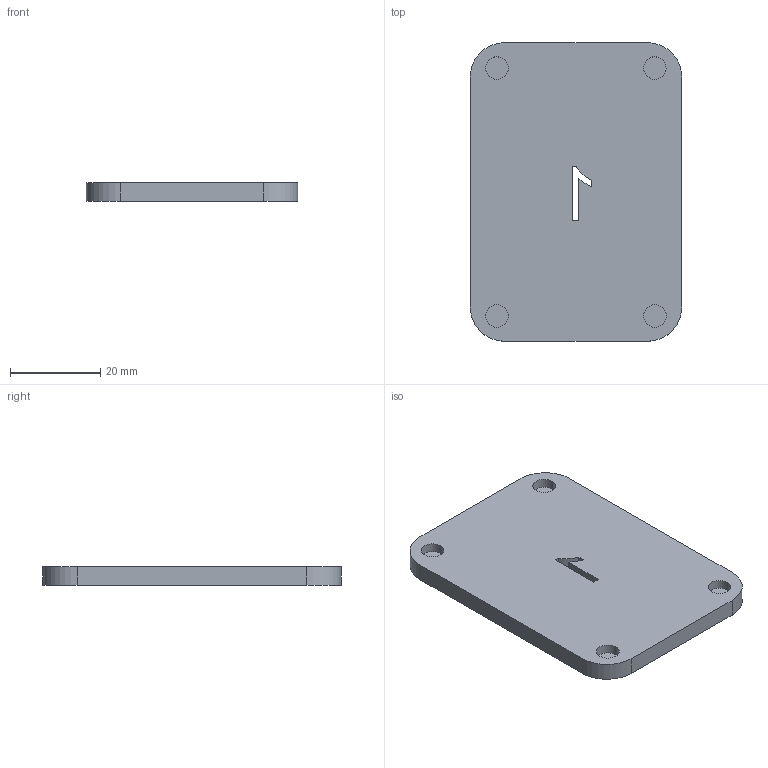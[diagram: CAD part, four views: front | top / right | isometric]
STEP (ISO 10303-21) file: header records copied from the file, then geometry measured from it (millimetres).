
FILE_DESCRIPTION(/* description */ (''),/* implementation_level */ '2;1');
FILE_NAME(/* name */ 'earing-30mm-case-cap-1',/* time_stamp */ '2024-12-08T11:34:12Z',/* author */ (''),/* organization */ (''),/* preprocessor_version */ 'ST-DEVELOPER v19.2',/* originating_system */ 'Rhino 8.13',/* authorisation */ '');
FILE_SCHEMA (('AP242_MANAGED_MODEL_BASED_3D_ENGINEERING_MIM_LF { 1 0 10303 442 3 1 4 }'));
Length unit declared in the file: millimetre
Products named in the file (1): Document
Bounding box: 46.89 x 66.17 x 4 mm (x, y, z)
Volume: 11953.2 mm3; surface area: 7179.3 mm2
Topology: 1 solids, 1 shells, 29 faces, 69 edges, 46 vertices
Faces by surface type: plane 15, cylinder 12, bspline 2
Entity records: 891 total; most frequent: CARTESIAN_POINT 269, ORIENTED_EDGE 138, DIRECTION 79, EDGE_CURVE 69, AXIS2_PLACEMENT_3D 53, VERTEX_POINT 46, B_SPLINE_CURVE_WITH_KNOTS 42, EDGE_LOOP 35
